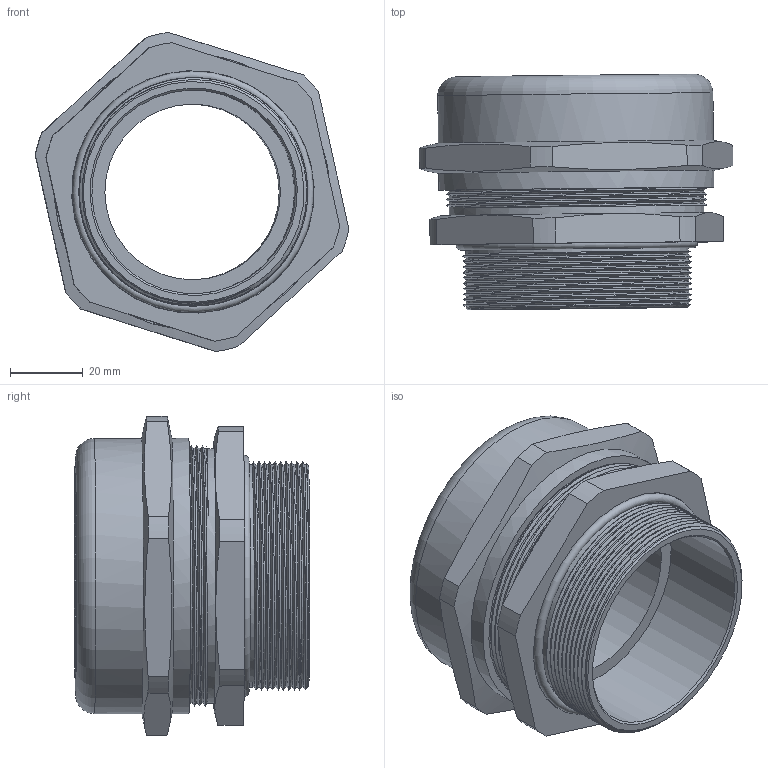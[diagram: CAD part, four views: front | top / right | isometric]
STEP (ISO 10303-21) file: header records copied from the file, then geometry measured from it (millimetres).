
FILE_DESCRIPTION(/* description */ ('E ALPHA X M 63x1,5, KB: 46-56 mm'),/* implementation_level */ '2;1');
FILE_NAME(/* name */ 'EBU67MBNC-RST.stp',/* time_stamp */ '2020-03-09T08:55:28+01:00',/* author */ ('sl'),/* organization */ (''),/* preprocessor_version */ 'ST-DEVELOPER v16.5',/* originating_system */ 'Autodesk Inventor 2017',/* authorisation */ '');
FILE_SCHEMA (('AUTOMOTIVE_DESIGN { 1 0 10303 214 3 1 1 }'));
Length unit declared in the file: millimetre
Products named in the file (7): EBU67MBNC; EBU67MBNC_1; EBU67MBNC_2; EBU67MBNC_3; EBU67MBNC_4; EBU67MBNC_5; EBU67MBNC_6
Assembly tree (6 placements, depth 2):
  EBU67MBNC
    EBU67MBNC_1
    EBU67MBNC_2
    EBU67MBNC_3
    EBU67MBNC_4
    EBU67MBNC_5
    EBU67MBNC_6
Bounding box: 86.6 x 64.95 x 88.03 mm (x, y, z)
Volume: 114577.6 mm3; surface area: 84649.8 mm2
Topology: 6 solids, 6 shells, 870 faces, 2540 edges, 1686 vertices
Faces by surface type: plane 533, cone 262, cylinder 65, bspline 6, torus 4
Full cylindrical faces by diameter (mm): 48.44 x1, 51 x1, 53.12 x1, 56.2 x1, 56.3 x1, 57 x1, 57.4 x1, 61.478 x11, 62.63 x1, 62.8 x1, 63.1 x1, 63.48 x1, 66.878 x1, 69.9 x14, 70.15 x1, 70.338 x6, 75.97 x2
Entity records: 33420 total; most frequent: CARTESIAN_POINT 11450, DIRECTION 4884, ORIENTED_EDGE 4832, EDGE_CURVE 2416, AXIS2_PLACEMENT_3D 2174, VERTEX_POINT 1620, EDGE_LOOP 882, FACE_OUTER_BOUND 839
